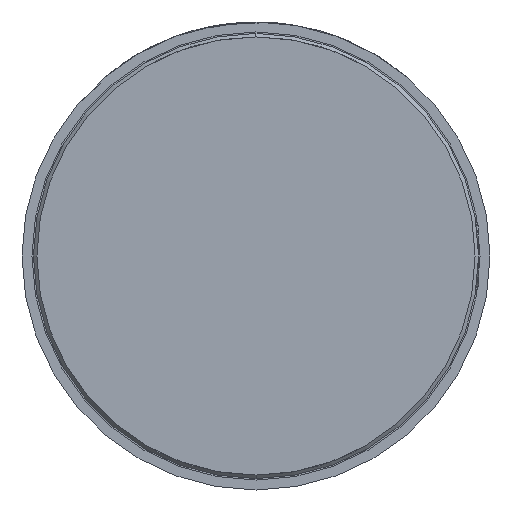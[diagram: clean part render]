
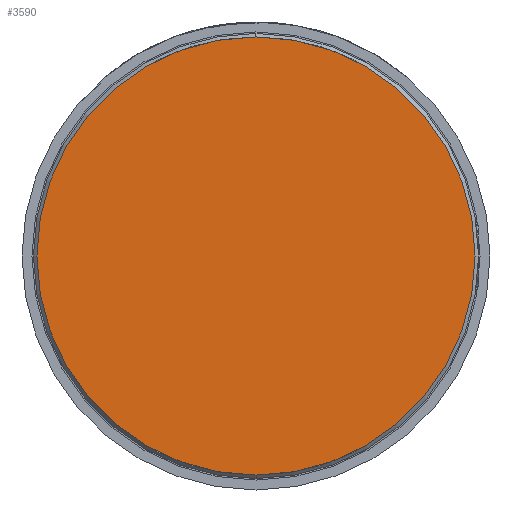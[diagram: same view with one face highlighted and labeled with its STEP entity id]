
A CAD part, front view. The second image highlights one B-rep face of the part: STEP entity #3590.
In plain terms, the highlighted planar face has unit normal (0, -1, 0).
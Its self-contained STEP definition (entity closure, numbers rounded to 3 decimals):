
#5 = DIRECTION ( 'NONE',  ( 1., 0., 0. ) ) ;
#41 = DIRECTION ( 'NONE',  ( 0., -1., 0. ) ) ;
#176 = DIRECTION ( 'NONE',  ( 0., -1., 0. ) ) ;
#579 = AXIS2_PLACEMENT_3D ( 'NONE', #2710, #41, #3506 ) ;
#832 = DIRECTION ( 'NONE',  ( 0., 1., 0. ) ) ;
#946 = AXIS2_PLACEMENT_3D ( 'NONE', #4748, #176, #4011 ) ;
#1127 = CIRCLE ( 'NONE', #946, 2.2 ) ;
#1960 = CARTESIAN_POINT ( 'NONE',  ( 2.2, 0., 0. ) ) ;
#2460 = EDGE_LOOP ( 'NONE', ( #4830, #3301 ) ) ;
#2710 = CARTESIAN_POINT ( 'NONE',  ( 0., 0., 0. ) ) ;
#2729 = PLANE ( 'NONE',  #3931 ) ;
#2838 = CARTESIAN_POINT ( 'NONE',  ( -2.2, 0., 0. ) ) ;
#3301 = ORIENTED_EDGE ( 'NONE', *, *, #3591, .T. ) ;
#3506 = DIRECTION ( 'NONE',  ( -1., 0., 0. ) ) ;
#3554 = VERTEX_POINT ( 'NONE', #1960 ) ;
#3590 = ADVANCED_FACE ( 'Defeature ausgef�hrt1_7', ( #3637 ), #2729, .F. ) ;
#3591 = EDGE_CURVE ( 'Defeature ausgef�hrt1_7+Defeature ausgef�hrt1_14+Defeature ausgef�hrt1_14+Defeature ausgef�hrt1_14', #3554, #3807, #4251, .T. ) ;
#3637 = FACE_OUTER_BOUND ( 'NONE', #2460, .T. ) ;
#3807 = VERTEX_POINT ( 'NONE', #2838 ) ;
#3931 = AXIS2_PLACEMENT_3D ( 'NONE', #4636, #832, #5 ) ;
#4011 = DIRECTION ( 'NONE',  ( -1., 0., 0. ) ) ;
#4185 = EDGE_CURVE ( 'Defeature ausgef�hrt1_7+Defeature ausgef�hrt1_14+Defeature ausgef�hrt1_14+Defeature ausgef�hrt1_14', #3807, #3554, #1127, .T. ) ;
#4251 = CIRCLE ( 'NONE', #579, 2.2 ) ;
#4636 = CARTESIAN_POINT ( 'NONE',  ( 0., 0., -1.9 ) ) ;
#4748 = CARTESIAN_POINT ( 'NONE',  ( 0., 0., 0. ) ) ;
#4830 = ORIENTED_EDGE ( 'NONE', *, *, #4185, .T. ) ;
